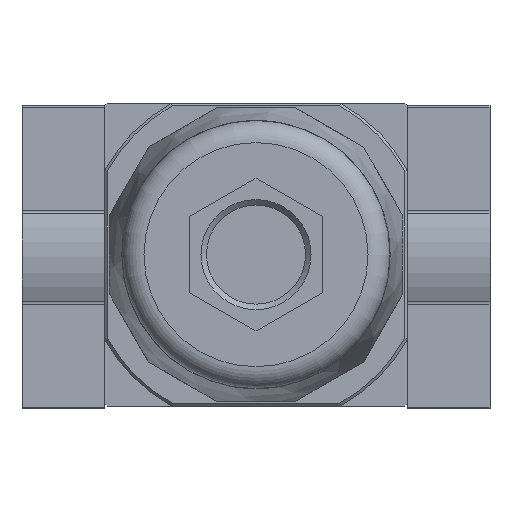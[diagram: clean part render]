
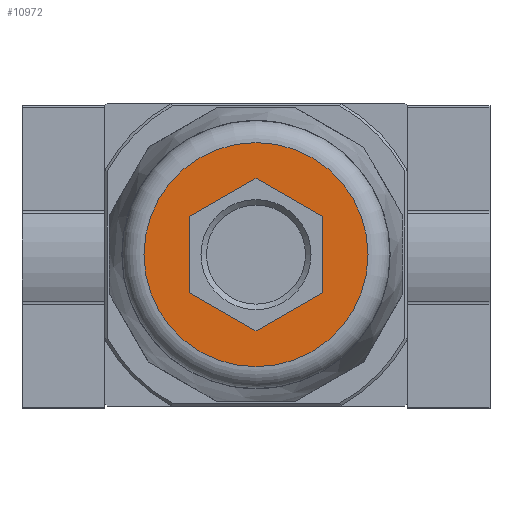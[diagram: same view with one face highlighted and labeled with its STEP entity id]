
A CAD part, front view. The second image highlights one B-rep face of the part: STEP entity #10972.
In plain terms, the highlighted planar face has unit normal (0, -1, 0).
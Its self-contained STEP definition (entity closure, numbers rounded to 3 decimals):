
#759=CIRCLE('',#11724,20.35);
#2157=ORIENTED_EDGE('',*,*,#4139,.T.);
#2158=ORIENTED_EDGE('',*,*,#4140,.T.);
#2159=ORIENTED_EDGE('',*,*,#4141,.T.);
#2160=ORIENTED_EDGE('',*,*,#4142,.T.);
#2161=ORIENTED_EDGE('',*,*,#4143,.T.);
#2162=ORIENTED_EDGE('',*,*,#4144,.T.);
#2163=ORIENTED_EDGE('',*,*,#4145,.T.);
#4139=EDGE_CURVE('',#5195,#5195,#759,.T.);
#4140=EDGE_CURVE('',#5196,#5197,#5852,.T.);
#4141=EDGE_CURVE('',#5197,#5198,#5853,.T.);
#4142=EDGE_CURVE('',#5198,#5199,#5854,.T.);
#4143=EDGE_CURVE('',#5199,#5200,#5855,.T.);
#4144=EDGE_CURVE('',#5200,#5201,#5856,.T.);
#4145=EDGE_CURVE('',#5201,#5196,#5857,.T.);
#5195=VERTEX_POINT('',#16697);
#5196=VERTEX_POINT('',#16699);
#5197=VERTEX_POINT('',#16700);
#5198=VERTEX_POINT('',#16702);
#5199=VERTEX_POINT('',#16704);
#5200=VERTEX_POINT('',#16706);
#5201=VERTEX_POINT('',#16708);
#5852=LINE('',#16698,#6435);
#5853=LINE('',#16701,#6436);
#5854=LINE('',#16703,#6437);
#5855=LINE('',#16705,#6438);
#5856=LINE('',#16707,#6439);
#5857=LINE('',#16709,#6440);
#6435=VECTOR('',#13398,1000.);
#6436=VECTOR('',#13399,1000.);
#6437=VECTOR('',#13400,1000.);
#6438=VECTOR('',#13401,1000.);
#6439=VECTOR('',#13402,1000.);
#6440=VECTOR('',#13403,1000.);
#7017=EDGE_LOOP('',(#2157));
#7018=EDGE_LOOP('',(#2158,#2159,#2160,#2161,#2162,#2163));
#7683=FACE_BOUND('',#7017,.T.);
#7684=FACE_BOUND('',#7018,.T.);
#8184=PLANE('',#11723);
#10972=ADVANCED_FACE('',(#7683,#7684),#8184,.T.);
#11723=AXIS2_PLACEMENT_3D('',#16695,#13394,#13395);
#11724=AXIS2_PLACEMENT_3D('',#16696,#13396,#13397);
#13394=DIRECTION('',(0.,-1.,0.));
#13395=DIRECTION('',(0.,0.,-1.));
#13396=DIRECTION('',(0.,-1.,0.));
#13397=DIRECTION('',(0.,0.,-1.));
#13398=DIRECTION('',(0.,0.,1.));
#13399=DIRECTION('',(0.866,0.,0.5));
#13400=DIRECTION('',(0.866,0.,-0.5));
#13401=DIRECTION('',(0.,0.,-1.));
#13402=DIRECTION('',(-0.866,0.,-0.5));
#13403=DIRECTION('',(-0.866,0.,0.5));
#16695=CARTESIAN_POINT('',(14.4,-146.,0.));
#16696=CARTESIAN_POINT('',(0.,-146.,0.));
#16697=CARTESIAN_POINT('',(0.,-146.,-20.35));
#16698=CARTESIAN_POINT('',(-12.,-146.,-6.928));
#16699=CARTESIAN_POINT('',(-12.,-146.,-6.928));
#16700=CARTESIAN_POINT('',(-12.,-146.,6.928));
#16701=CARTESIAN_POINT('',(-12.,-146.,6.928));
#16702=CARTESIAN_POINT('',(0.,-146.,13.856));
#16703=CARTESIAN_POINT('',(0.,-146.,13.856));
#16704=CARTESIAN_POINT('',(12.,-146.,6.928));
#16705=CARTESIAN_POINT('',(12.,-146.,6.928));
#16706=CARTESIAN_POINT('',(12.,-146.,-6.928));
#16707=CARTESIAN_POINT('',(12.,-146.,-6.928));
#16708=CARTESIAN_POINT('',(0.,-146.,-13.856));
#16709=CARTESIAN_POINT('',(0.,-146.,-13.856));
